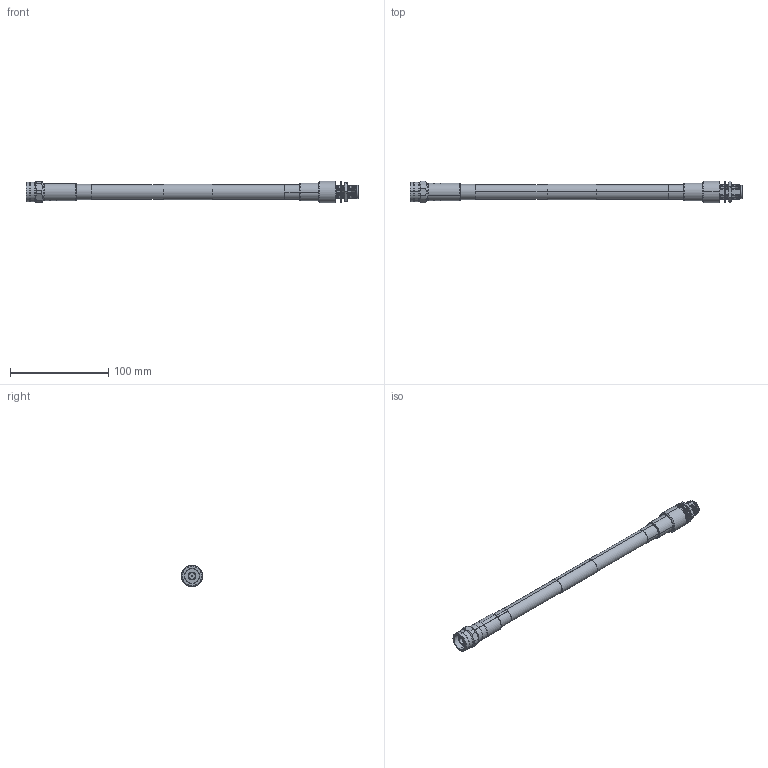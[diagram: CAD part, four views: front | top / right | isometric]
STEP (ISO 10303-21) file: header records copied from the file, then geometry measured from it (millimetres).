
FILE_DESCRIPTION (( 'STEP AP214' ), '1' );
FILE_NAME ('FMC00869_3D.step', '2023-02-23T03:36:40', ( '' ), ( '' ), 'SwSTEP 2.0', 'SolidWorks 2022', '' );
FILE_SCHEMA (( 'AUTOMOTIVE_DESIGN' ));
Length unit declared in the file: inch
Products named in the file (12): EZ-600-NF-BH^FMC00869; LMR-600-UF Ø.590 jacket^FMC00869; Copy of EZ-600-NF-BH_body^EZ-600-NF-BH_FMC00869; FMC00869_3D; heat shrink conn 2^FMC00869_conn 1; EZ-600-NMH-X_ferrule; EZ-600-NMH-X_body; Copy of EZ-600-NF-BH_hexnut^EZ-600-NF-BH_FMC00869; Copy of EZ-600-NF-BH_washer^EZ-600-NF-BH_FMC00869; heat shrink conn 1^FMC00869_shrunk; Copy of EZ-600-NF-BH_ferrule^EZ-600-NF-BH_FMC00869; EZ-600-NMH-X
Assembly tree (11 placements, depth 3):
  FMC00869_3D
    LMR-600-UF Ø.590 jacket^FMC00869
    EZ-600-NMH-X
      EZ-600-NMH-X_body
      EZ-600-NMH-X_ferrule
    heat shrink conn 1^FMC00869_shrunk
    EZ-600-NF-BH^FMC00869
      Copy of EZ-600-NF-BH_body^EZ-600-NF-BH_FMC00869
      Copy of EZ-600-NF-BH_ferrule^EZ-600-NF-BH_FMC00869
      Copy of EZ-600-NF-BH_washer^EZ-600-NF-BH_FMC00869
      Copy of EZ-600-NF-BH_hexnut^EZ-600-NF-BH_FMC00869
    heat shrink conn 2^FMC00869_conn 1
Bounding box: 338.59 x 22.1 x 22.1 mm (x, y, z)
Volume: 61704.7 mm3; surface area: 39936.4 mm2
Topology: 10 solids, 10 shells, 413 faces, 1006 edges, 632 vertices
Faces by surface type: cone 158, cylinder 136, plane 101, torus 18
Entity records: 13177 total; most frequent: CARTESIAN_POINT 2871, DIRECTION 2138, ORIENTED_EDGE 2004, EDGE_CURVE 1002, AXIS2_PLACEMENT_3D 883, VERTEX_POINT 632, CIRCLE 454, EDGE_LOOP 450
